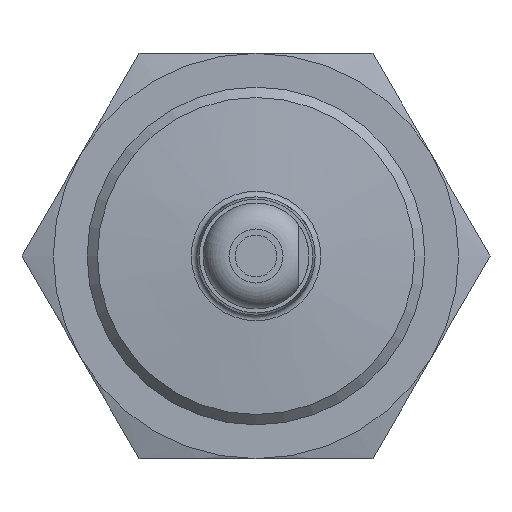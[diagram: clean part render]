
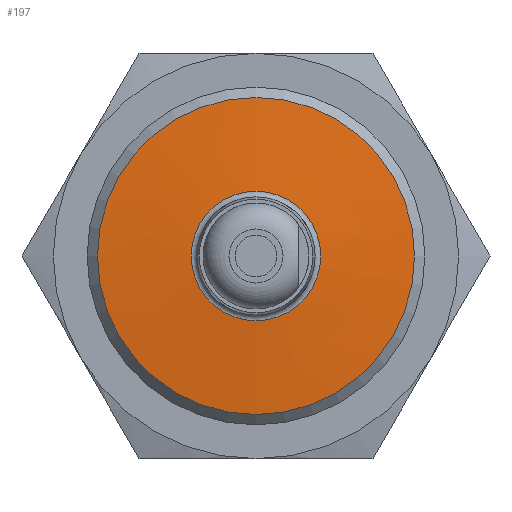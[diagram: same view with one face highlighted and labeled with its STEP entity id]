
A CAD part, left-side view. The second image highlights one B-rep face of the part: STEP entity #197.
In plain terms, the highlighted conical face has half-angle 85.033 degrees and reference radius 5.75 mm.
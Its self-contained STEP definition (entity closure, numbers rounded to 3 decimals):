
#197 = ADVANCED_FACE( '', ( #278, #279 ), #280, .T. );
#278 = FACE_OUTER_BOUND( '', #404, .T. );
#279 = FACE_BOUND( '', #405, .T. );
#280 = CONICAL_SURFACE( '', #406, 5.75, 1.484 );
#404 = EDGE_LOOP( '', ( #569 ) );
#405 = EDGE_LOOP( '', ( #570 ) );
#406 = AXIS2_PLACEMENT_3D( '', #571, #572, #573 );
#569 = ORIENTED_EDGE( '', *, *, #798, .F. );
#570 = ORIENTED_EDGE( '', *, *, #793, .T. );
#571 = CARTESIAN_POINT( '', ( 17.186, 0., 0. ) );
#572 = DIRECTION( '', ( 1., 0., 0. ) );
#573 = DIRECTION( '', ( 0., 0., -1. ) );
#793 = EDGE_CURVE( '', #880, #880, #881, .T. );
#798 = EDGE_CURVE( '', #890, #890, #891, .T. );
#880 = VERTEX_POINT( '', #1303 );
#881 = CIRCLE( '', #1304, 5.75 );
#890 = VERTEX_POINT( '', #1472 );
#891 = CIRCLE( '', #1473, 14.08 );
#1303 = CARTESIAN_POINT( '', ( 17.186, 0., -5.75 ) );
#1304 = AXIS2_PLACEMENT_3D( '', #1709, #1710, #1711 );
#1472 = CARTESIAN_POINT( '', ( 17.91, 0., -14.08 ) );
#1473 = AXIS2_PLACEMENT_3D( '', #1715, #1716, #1717 );
#1709 = CARTESIAN_POINT( '', ( 17.186, 0., 0. ) );
#1710 = DIRECTION( '', ( 1., 0., 0. ) );
#1711 = DIRECTION( '', ( 0., 0., -1. ) );
#1715 = CARTESIAN_POINT( '', ( 17.91, 0., 0. ) );
#1716 = DIRECTION( '', ( 1., 0., 0. ) );
#1717 = DIRECTION( '', ( 0., 0., -1. ) );
